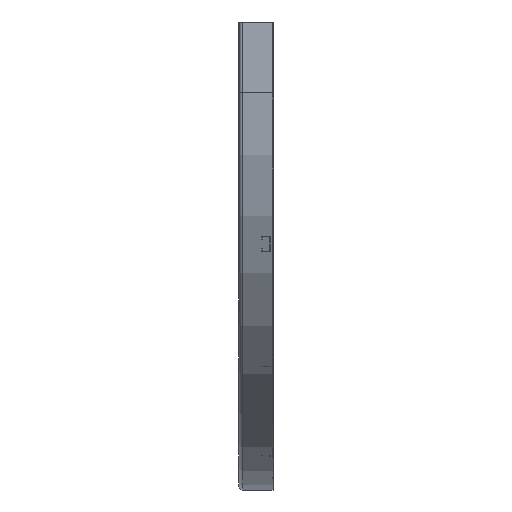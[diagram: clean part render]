
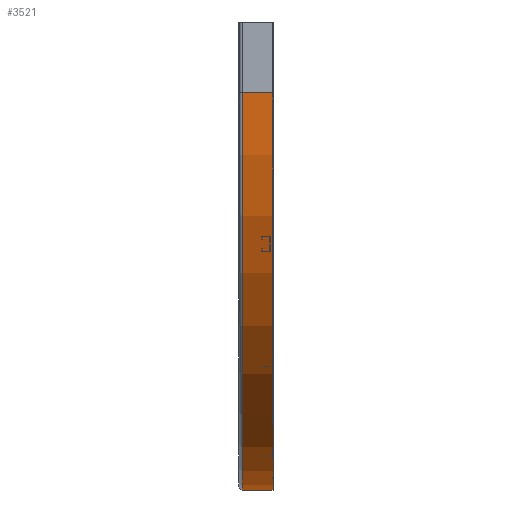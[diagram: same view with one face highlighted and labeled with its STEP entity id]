
A CAD part, left-side view. The second image highlights one B-rep face of the part: STEP entity #3521.
In plain terms, the highlighted cylindrical face has radius 700 mm (diameter 1400 mm), a partial arc.
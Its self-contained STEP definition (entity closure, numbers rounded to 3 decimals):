
#235 = EDGE_CURVE ( 'NONE', #4852, #5024, #3612, .T. ) ;
#251 = CARTESIAN_POINT ( 'NONE',  ( -700., 0., -825. ) ) ;
#521 = DIRECTION ( 'NONE',  ( 0., 1., 0. ) ) ;
#582 = CARTESIAN_POINT ( 'NONE',  ( -700., 54., -125. ) ) ;
#676 = CARTESIAN_POINT ( 'NONE',  ( 0., 0., -125. ) ) ;
#878 = FACE_OUTER_BOUND ( 'NONE', #2673, .T. ) ;
#952 = EDGE_CURVE ( 'NONE', #4852, #1444, #1200, .T. ) ;
#991 = DIRECTION ( 'NONE',  ( 1., 0., 0. ) ) ;
#1119 = VERTEX_POINT ( 'NONE', #1953 ) ;
#1174 = DIRECTION ( 'NONE',  ( 0., 0., 1. ) ) ;
#1200 = CIRCLE ( 'NONE', #3300, 700. ) ;
#1260 = DIRECTION ( 'NONE',  ( 0., 0., 1. ) ) ;
#1285 = CIRCLE ( 'NONE', #4120, 700. ) ;
#1444 = VERTEX_POINT ( 'NONE', #251 ) ;
#1686 = VECTOR ( 'NONE', #2388, 1000. ) ;
#1790 = ORIENTED_EDGE ( 'NONE', *, *, #952, .T. ) ;
#1953 = CARTESIAN_POINT ( 'NONE',  ( -700., 54., -825. ) ) ;
#1989 = CARTESIAN_POINT ( 'NONE',  ( -700., 0., -125. ) ) ;
#2115 = CARTESIAN_POINT ( 'NONE',  ( 0., 0., -125. ) ) ;
#2206 = ORIENTED_EDGE ( 'NONE', *, *, #4984, .F. ) ;
#2388 = DIRECTION ( 'NONE',  ( 0., 1., 0. ) ) ;
#2673 = EDGE_LOOP ( 'NONE', ( #2206, #3352, #1790, #3117 ) ) ;
#2792 = LINE ( 'NONE', #5145, #1686 ) ;
#2902 = CYLINDRICAL_SURFACE ( 'NONE', #5130, 700. ) ;
#3117 = ORIENTED_EDGE ( 'NONE', *, *, #3185, .T. ) ;
#3185 = EDGE_CURVE ( 'NONE', #1444, #1119, #2792, .T. ) ;
#3300 = AXIS2_PLACEMENT_3D ( 'NONE', #1989, #521, #1174 ) ;
#3352 = ORIENTED_EDGE ( 'NONE', *, *, #235, .F. ) ;
#3424 = DIRECTION ( 'NONE',  ( 0., 1., 0. ) ) ;
#3480 = CARTESIAN_POINT ( 'NONE',  ( -700., 0., -125. ) ) ;
#3521 = ADVANCED_FACE ( 'NONE', ( #878 ), #2902, .T. ) ;
#3612 = LINE ( 'NONE', #676, #3739 ) ;
#3739 = VECTOR ( 'NONE', #3896, 1000. ) ;
#3896 = DIRECTION ( 'NONE',  ( 0., 1., 0. ) ) ;
#4120 = AXIS2_PLACEMENT_3D ( 'NONE', #582, #3424, #991 ) ;
#4601 = CARTESIAN_POINT ( 'NONE',  ( 0., 54., -125. ) ) ;
#4852 = VERTEX_POINT ( 'NONE', #2115 ) ;
#4984 = EDGE_CURVE ( 'NONE', #5024, #1119, #1285, .T. ) ;
#5024 = VERTEX_POINT ( 'NONE', #4601 ) ;
#5031 = DIRECTION ( 'NONE',  ( 0., 1., 0. ) ) ;
#5130 = AXIS2_PLACEMENT_3D ( 'NONE', #3480, #5031, #1260 ) ;
#5145 = CARTESIAN_POINT ( 'NONE',  ( -700., 0., -825. ) ) ;
